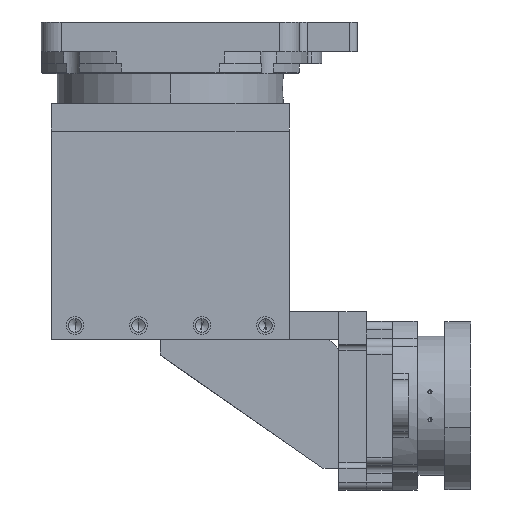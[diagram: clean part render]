
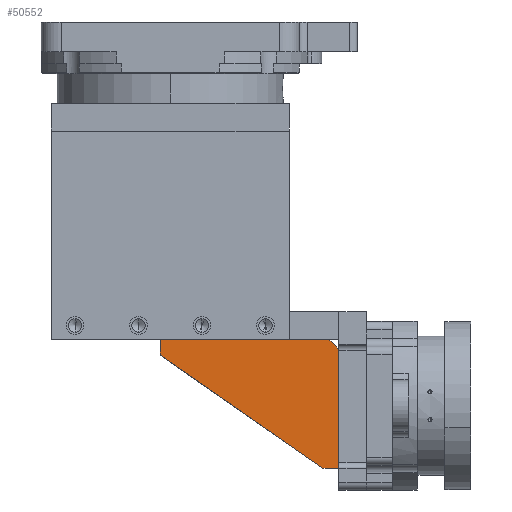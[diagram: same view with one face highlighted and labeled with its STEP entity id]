
A CAD part, front view. The second image highlights one B-rep face of the part: STEP entity #50552.
In plain terms, the highlighted planar face has unit normal (0, -1, 0).
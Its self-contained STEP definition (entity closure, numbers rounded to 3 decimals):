
#49479 = PLANE('',#49480);
#49480 = AXIS2_PLACEMENT_3D('',#49481,#49482,#49483);
#49481 = CARTESIAN_POINT('',(-167.704,-6.999,
    202.98));
#49482 = DIRECTION('',(0.,0.,-1.));
#49483 = DIRECTION('',(0.,-1.,0.));
#49555 = PLANE('',#49556);
#49556 = AXIS2_PLACEMENT_3D('',#49557,#49558,#49559);
#49557 = CARTESIAN_POINT('',(-175.704,7.001,
    137.98));
#49558 = DIRECTION('',(0.571,0.,0.821)
  );
#49559 = DIRECTION('',(-0.821,0.,0.571)
  );
#49792 = PLANE('',#49793);
#49793 = AXIS2_PLACEMENT_3D('',#49794,#49795,#49796);
#49794 = CARTESIAN_POINT('',(-167.704,-6.999,
    137.98));
#49795 = DIRECTION('',(-1.,0.,0.));
#49796 = DIRECTION('',(0.,0.,-1.));
#50094 = PLANE('',#50095);
#50095 = AXIS2_PLACEMENT_3D('',#50096,#50097,#50098);
#50096 = CARTESIAN_POINT('',(-257.704,-6.999,
    137.98));
#50097 = DIRECTION('',(1.,0.,0.));
#50098 = DIRECTION('',(0.,0.,1.));
#50119 = VERTEX_POINT('',#50120);
#50120 = CARTESIAN_POINT('',(-257.704,-6.999,
    194.98));
#50141 = EDGE_CURVE('',#50142,#50119,#50144,.T.);
#50142 = VERTEX_POINT('',#50143);
#50143 = CARTESIAN_POINT('',(-257.704,-6.999,
    202.98));
#50144 = SURFACE_CURVE('',#50145,(#50149,#50156),.PCURVE_S1.);
#50145 = LINE('',#50146,#50147);
#50146 = CARTESIAN_POINT('',(-257.704,-6.999,
    137.98));
#50147 = VECTOR('',#50148,1.);
#50148 = DIRECTION('',(0.,0.,-1.));
#50149 = PCURVE('',#50094,#50150);
#50150 = DEFINITIONAL_REPRESENTATION('',(#50151),#50155);
#50151 = LINE('',#50152,#50153);
#50152 = CARTESIAN_POINT('',(0.,0.));
#50153 = VECTOR('',#50154,1.);
#50154 = DIRECTION('',(-1.,0.));
#50155 = ( GEOMETRIC_REPRESENTATION_CONTEXT(2) 
PARAMETRIC_REPRESENTATION_CONTEXT() REPRESENTATION_CONTEXT('2D SPACE',''
  ) );
#50156 = PCURVE('',#50157,#50162);
#50157 = PLANE('',#50158);
#50158 = AXIS2_PLACEMENT_3D('',#50159,#50160,#50161);
#50159 = CARTESIAN_POINT('',(-212.704,-6.999,
    170.48));
#50160 = DIRECTION('',(0.,-1.,0.));
#50161 = DIRECTION('',(-1.,0.,0.));
#50162 = DEFINITIONAL_REPRESENTATION('',(#50163),#50167);
#50163 = LINE('',#50164,#50165);
#50164 = CARTESIAN_POINT('',(45.,32.5));
#50165 = VECTOR('',#50166,1.);
#50166 = DIRECTION('',(0.,1.));
#50167 = ( GEOMETRIC_REPRESENTATION_CONTEXT(2) 
PARAMETRIC_REPRESENTATION_CONTEXT() REPRESENTATION_CONTEXT('2D SPACE',''
  ) );
#50193 = EDGE_CURVE('',#50194,#50196,#50198,.T.);
#50194 = VERTEX_POINT('',#50195);
#50195 = CARTESIAN_POINT('',(-175.704,-6.999,
    137.98));
#50196 = VERTEX_POINT('',#50197);
#50197 = CARTESIAN_POINT('',(-167.704,-6.999,
    137.98));
#50198 = SURFACE_CURVE('',#50199,(#50203,#50215),.PCURVE_S1.);
#50199 = LINE('',#50200,#50201);
#50200 = CARTESIAN_POINT('',(-167.704,-6.999,
    137.98));
#50201 = VECTOR('',#50202,1.);
#50202 = DIRECTION('',(1.,0.,0.));
#50203 = PCURVE('',#50204,#50209);
#50204 = PLANE('',#50205);
#50205 = AXIS2_PLACEMENT_3D('',#50206,#50207,#50208);
#50206 = CARTESIAN_POINT('',(-167.704,-6.999,
    137.98));
#50207 = DIRECTION('',(0.,0.,1.));
#50208 = DIRECTION('',(0.,1.,0.));
#50209 = DEFINITIONAL_REPRESENTATION('',(#50210),#50214);
#50210 = LINE('',#50211,#50212);
#50211 = CARTESIAN_POINT('',(-0.,0.));
#50212 = VECTOR('',#50213,1.);
#50213 = DIRECTION('',(0.,-1.));
#50214 = ( GEOMETRIC_REPRESENTATION_CONTEXT(2) 
PARAMETRIC_REPRESENTATION_CONTEXT() REPRESENTATION_CONTEXT('2D SPACE',''
  ) );
#50215 = PCURVE('',#50157,#50216);
#50216 = DEFINITIONAL_REPRESENTATION('',(#50217),#50221);
#50217 = LINE('',#50218,#50219);
#50218 = CARTESIAN_POINT('',(-45.,32.5));
#50219 = VECTOR('',#50220,1.);
#50220 = DIRECTION('',(-1.,0.));
#50221 = ( GEOMETRIC_REPRESENTATION_CONTEXT(2) 
PARAMETRIC_REPRESENTATION_CONTEXT() REPRESENTATION_CONTEXT('2D SPACE',''
  ) );
#50375 = VERTEX_POINT('',#50376);
#50376 = CARTESIAN_POINT('',(-167.704,-6.999,
    197.98));
#50390 = PLANE('',#50391);
#50391 = AXIS2_PLACEMENT_3D('',#50392,#50393,#50394);
#50392 = CARTESIAN_POINT('',(-172.704,-6.999,
    202.98));
#50393 = DIRECTION('',(-0.707,0.,
    -0.707));
#50394 = DIRECTION('',(0.,1.,0.));
#50402 = EDGE_CURVE('',#50196,#50375,#50403,.T.);
#50403 = SURFACE_CURVE('',#50404,(#50408,#50415),.PCURVE_S1.);
#50404 = LINE('',#50405,#50406);
#50405 = CARTESIAN_POINT('',(-167.704,-6.999,
    137.98));
#50406 = VECTOR('',#50407,1.);
#50407 = DIRECTION('',(0.,0.,1.));
#50408 = PCURVE('',#49792,#50409);
#50409 = DEFINITIONAL_REPRESENTATION('',(#50410),#50414);
#50410 = LINE('',#50411,#50412);
#50411 = CARTESIAN_POINT('',(0.,0.));
#50412 = VECTOR('',#50413,1.);
#50413 = DIRECTION('',(-1.,0.));
#50414 = ( GEOMETRIC_REPRESENTATION_CONTEXT(2) 
PARAMETRIC_REPRESENTATION_CONTEXT() REPRESENTATION_CONTEXT('2D SPACE',''
  ) );
#50415 = PCURVE('',#50157,#50416);
#50416 = DEFINITIONAL_REPRESENTATION('',(#50417),#50421);
#50417 = LINE('',#50418,#50419);
#50418 = CARTESIAN_POINT('',(-45.,32.5));
#50419 = VECTOR('',#50420,1.);
#50420 = DIRECTION('',(0.,-1.));
#50421 = ( GEOMETRIC_REPRESENTATION_CONTEXT(2) 
PARAMETRIC_REPRESENTATION_CONTEXT() REPRESENTATION_CONTEXT('2D SPACE',''
  ) );
#50485 = EDGE_CURVE('',#50486,#50142,#50488,.T.);
#50486 = VERTEX_POINT('',#50487);
#50487 = CARTESIAN_POINT('',(-172.704,-6.999,
    202.98));
#50488 = SURFACE_CURVE('',#50489,(#50493,#50500),.PCURVE_S1.);
#50489 = LINE('',#50490,#50491);
#50490 = CARTESIAN_POINT('',(-167.704,-6.999,
    202.98));
#50491 = VECTOR('',#50492,1.);
#50492 = DIRECTION('',(-1.,0.,0.));
#50493 = PCURVE('',#49479,#50494);
#50494 = DEFINITIONAL_REPRESENTATION('',(#50495),#50499);
#50495 = LINE('',#50496,#50497);
#50496 = CARTESIAN_POINT('',(0.,0.));
#50497 = VECTOR('',#50498,1.);
#50498 = DIRECTION('',(0.,1.));
#50499 = ( GEOMETRIC_REPRESENTATION_CONTEXT(2) 
PARAMETRIC_REPRESENTATION_CONTEXT() REPRESENTATION_CONTEXT('2D SPACE',''
  ) );
#50500 = PCURVE('',#50157,#50501);
#50501 = DEFINITIONAL_REPRESENTATION('',(#50502),#50506);
#50502 = LINE('',#50503,#50504);
#50503 = CARTESIAN_POINT('',(-45.,-32.5));
#50504 = VECTOR('',#50505,1.);
#50505 = DIRECTION('',(1.,0.));
#50506 = ( GEOMETRIC_REPRESENTATION_CONTEXT(2) 
PARAMETRIC_REPRESENTATION_CONTEXT() REPRESENTATION_CONTEXT('2D SPACE',''
  ) );
#50552 = ADVANCED_FACE('',(#50553),#50157,.T.);
#50553 = FACE_BOUND('',#50554,.T.);
#50554 = EDGE_LOOP('',(#50555,#50556,#50577,#50578,#50579,#50600));
#50555 = ORIENTED_EDGE('',*,*,#50402,.T.);
#50556 = ORIENTED_EDGE('',*,*,#50557,.T.);
#50557 = EDGE_CURVE('',#50375,#50486,#50558,.T.);
#50558 = SURFACE_CURVE('',#50559,(#50563,#50570),.PCURVE_S1.);
#50559 = LINE('',#50560,#50561);
#50560 = CARTESIAN_POINT('',(-176.454,-6.999,
    206.73));
#50561 = VECTOR('',#50562,1.);
#50562 = DIRECTION('',(-0.707,0.,0.707
    ));
#50563 = PCURVE('',#50157,#50564);
#50564 = DEFINITIONAL_REPRESENTATION('',(#50565),#50569);
#50565 = LINE('',#50566,#50567);
#50566 = CARTESIAN_POINT('',(-36.25,-36.25));
#50567 = VECTOR('',#50568,1.);
#50568 = DIRECTION('',(0.707,-0.707));
#50569 = ( GEOMETRIC_REPRESENTATION_CONTEXT(2) 
PARAMETRIC_REPRESENTATION_CONTEXT() REPRESENTATION_CONTEXT('2D SPACE',''
  ) );
#50570 = PCURVE('',#50390,#50571);
#50571 = DEFINITIONAL_REPRESENTATION('',(#50572),#50576);
#50572 = LINE('',#50573,#50574);
#50573 = CARTESIAN_POINT('',(0.,-5.303));
#50574 = VECTOR('',#50575,1.);
#50575 = DIRECTION('',(0.,-1.));
#50576 = ( GEOMETRIC_REPRESENTATION_CONTEXT(2) 
PARAMETRIC_REPRESENTATION_CONTEXT() REPRESENTATION_CONTEXT('2D SPACE',''
  ) );
#50577 = ORIENTED_EDGE('',*,*,#50485,.T.);
#50578 = ORIENTED_EDGE('',*,*,#50141,.T.);
#50579 = ORIENTED_EDGE('',*,*,#50580,.F.);
#50580 = EDGE_CURVE('',#50194,#50119,#50581,.T.);
#50581 = SURFACE_CURVE('',#50582,(#50586,#50593),.PCURVE_S1.);
#50582 = LINE('',#50583,#50584);
#50583 = CARTESIAN_POINT('',(-175.704,-6.999,
    137.98));
#50584 = VECTOR('',#50585,1.);
#50585 = DIRECTION('',(-0.821,0.,0.571)
  );
#50586 = PCURVE('',#50157,#50587);
#50587 = DEFINITIONAL_REPRESENTATION('',(#50588),#50592);
#50588 = LINE('',#50589,#50590);
#50589 = CARTESIAN_POINT('',(-37.,32.5));
#50590 = VECTOR('',#50591,1.);
#50591 = DIRECTION('',(0.821,-0.571));
#50592 = ( GEOMETRIC_REPRESENTATION_CONTEXT(2) 
PARAMETRIC_REPRESENTATION_CONTEXT() REPRESENTATION_CONTEXT('2D SPACE',''
  ) );
#50593 = PCURVE('',#49555,#50594);
#50594 = DEFINITIONAL_REPRESENTATION('',(#50595),#50599);
#50595 = LINE('',#50596,#50597);
#50596 = CARTESIAN_POINT('',(0.,14.));
#50597 = VECTOR('',#50598,1.);
#50598 = DIRECTION('',(1.,0.));
#50599 = ( GEOMETRIC_REPRESENTATION_CONTEXT(2) 
PARAMETRIC_REPRESENTATION_CONTEXT() REPRESENTATION_CONTEXT('2D SPACE',''
  ) );
#50600 = ORIENTED_EDGE('',*,*,#50193,.T.);
